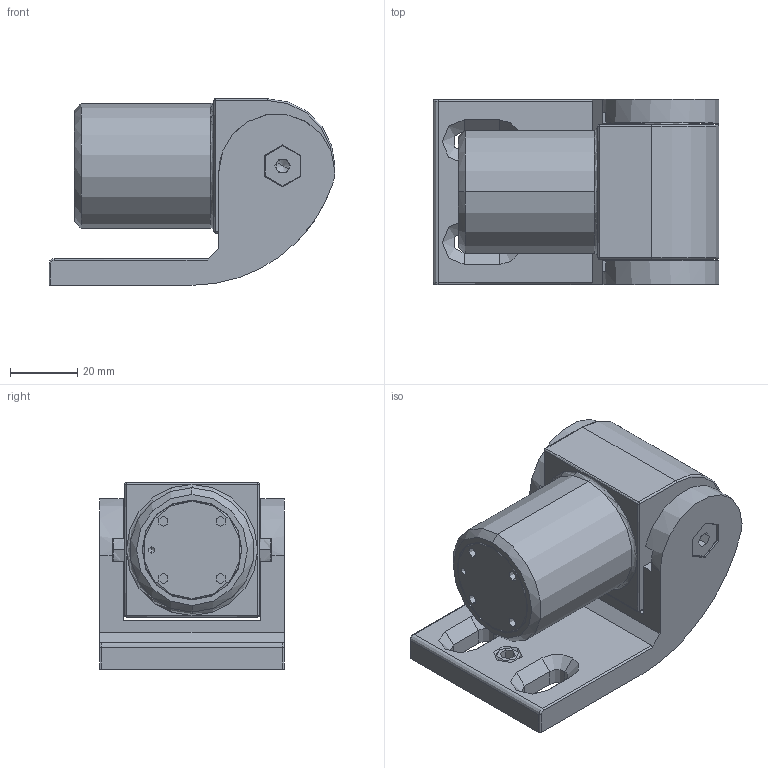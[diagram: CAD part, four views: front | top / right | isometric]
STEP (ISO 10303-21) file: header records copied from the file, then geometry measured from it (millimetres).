
FILE_DESCRIPTION (( 'STEP AP203' ), '1' );
FILE_NAME ('180-57-AT90-S.STEP', '2021-04-06T14:20:30', ( '' ), ( '' ), 'SwSTEP 2.0', 'SolidWorks 2018', '' );
FILE_SCHEMA (( 'CONFIG_CONTROL_DESIGN' ));
Length unit declared in the file: millimetre
Products named in the file (11): Teil2; DIN914; 180-57-AT90-S; DIN-7991 M3-M10; Teil2_180-57-AT90-S Teil2; Teil1; DIN-7991 M3-M10_DIN7991 M6x14; DIN914_DIN 914 M8x8; Teil1_180-57-AT90-S Teil1
Assembly tree (8 placements, depth 2):
  Teil2
  180-57-AT90-S
    Teil1_180-57-AT90-S Teil1
    Teil2_180-57-AT90-S Teil2
    DIN-7991 M3-M10_DIN7991 M6x14  x2
    DIN914_DIN 914 M8x8
  180-57-AT90-S
    DIN914
    DIN-7991 M3-M10
    DIN-7991 M3-M10
  Teil1
Bounding box: 85 x 55 x 55.5 mm (x, y, z)
Volume: 140889.3 mm3; surface area: 31744.3 mm2
Topology: 6 solids, 6 shells, 575 faces, 1419 edges, 901 vertices
Faces by surface type: plane 270, bspline 137, cylinder 92, cone 50, torus 22, sphere 4
Entity records: 25354 total; most frequent: CARTESIAN_POINT 11967, ORIENTED_EDGE 2704, DIRECTION 2192, EDGE_CURVE 1352, VERTEX_POINT 866, LINE 808, VECTOR 808, AXIS2_PLACEMENT_3D 692
